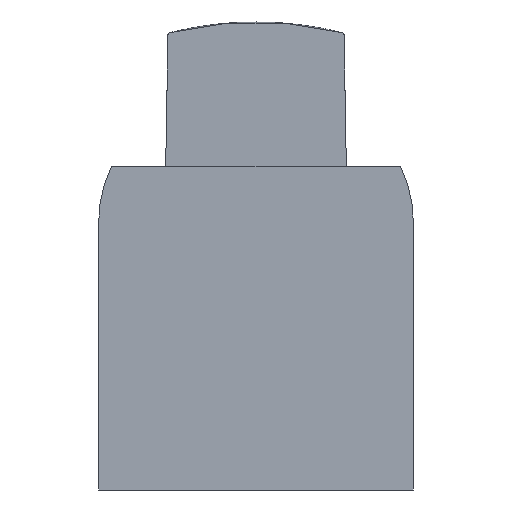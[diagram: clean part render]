
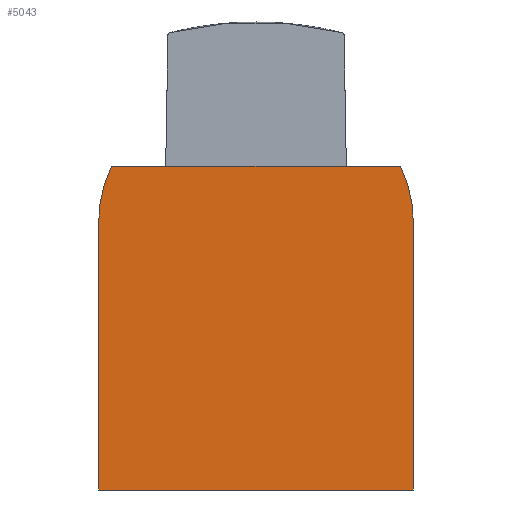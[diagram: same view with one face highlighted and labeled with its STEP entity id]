
A CAD part, front view. The second image highlights one B-rep face of the part: STEP entity #5043.
In plain terms, the highlighted planar face has unit normal (0, -1, 0).
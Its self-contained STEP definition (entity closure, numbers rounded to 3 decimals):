
#191=CIRCLE('',#5332,30.);
#193=CIRCLE('',#5335,30.);
#523=ORIENTED_EDGE('',*,*,#1202,.F.);
#524=ORIENTED_EDGE('',*,*,#1417,.F.);
#525=ORIENTED_EDGE('',*,*,#1223,.F.);
#526=ORIENTED_EDGE('',*,*,#1413,.F.);
#527=ORIENTED_EDGE('',*,*,#1405,.F.);
#528=ORIENTED_EDGE('',*,*,#1411,.F.);
#1202=EDGE_CURVE('',#1669,#1670,#2002,.T.);
#1223=EDGE_CURVE('',#1690,#1691,#2017,.T.);
#1405=EDGE_CURVE('',#1844,#1845,#2119,.T.);
#1411=EDGE_CURVE('',#1670,#1844,#191,.T.);
#1413=EDGE_CURVE('',#1845,#1690,#193,.T.);
#1417=EDGE_CURVE('',#1691,#1669,#2123,.T.);
#1669=VERTEX_POINT('',#6636);
#1670=VERTEX_POINT('',#6637);
#1690=VERTEX_POINT('',#6679);
#1691=VERTEX_POINT('',#6680);
#1844=VERTEX_POINT('',#7169);
#1845=VERTEX_POINT('',#7171);
#2002=LINE('',#6635,#2304);
#2017=LINE('',#6678,#2319);
#2119=LINE('',#7170,#2421);
#2123=LINE('',#7192,#2425);
#2304=VECTOR('',#5605,1000.);
#2319=VECTOR('',#5634,1000.);
#2421=VECTOR('',#5902,1000.);
#2425=VECTOR('',#5930,1000.);
#2677=EDGE_LOOP('',(#523,#524,#525,#526,#527,#528));
#3003=FACE_BOUND('',#2677,.T.);
#3275=PLANE('',#5341);
#5043=ADVANCED_FACE('',(#3003),#3275,.F.);
#5332=AXIS2_PLACEMENT_3D('',#7182,#5914,#5915);
#5335=AXIS2_PLACEMENT_3D('',#7185,#5920,#5921);
#5341=AXIS2_PLACEMENT_3D('',#7196,#5935,#5936);
#5605=DIRECTION('',(0.,0.,1.));
#5634=DIRECTION('',(0.,0.,-1.));
#5902=DIRECTION('',(1.,0.,0.));
#5914=DIRECTION('',(0.,1.,0.));
#5915=DIRECTION('',(1.,0.,0.));
#5920=DIRECTION('',(0.,1.,0.));
#5921=DIRECTION('',(1.,0.,0.));
#5930=DIRECTION('',(-1.,0.,0.));
#5935=DIRECTION('',(0.,1.,0.));
#5936=DIRECTION('',(0.,0.,1.));
#6635=CARTESIAN_POINT('',(-36.,0.,0.));
#6636=CARTESIAN_POINT('',(-36.,0.,0.));
#6637=CARTESIAN_POINT('',(-36.,0.,61.));
#6678=CARTESIAN_POINT('',(36.,0.,61.));
#6679=CARTESIAN_POINT('',(36.,0.,61.));
#6680=CARTESIAN_POINT('',(36.,0.,0.));
#7169=CARTESIAN_POINT('',(-33.037,0.,74.));
#7170=CARTESIAN_POINT('',(-33.037,0.,74.));
#7171=CARTESIAN_POINT('',(33.037,0.,74.));
#7182=CARTESIAN_POINT('',(-6.,0.,61.));
#7185=CARTESIAN_POINT('',(6.,0.,61.));
#7192=CARTESIAN_POINT('',(36.,0.,0.));
#7196=CARTESIAN_POINT('',(-6.,0.,61.));
